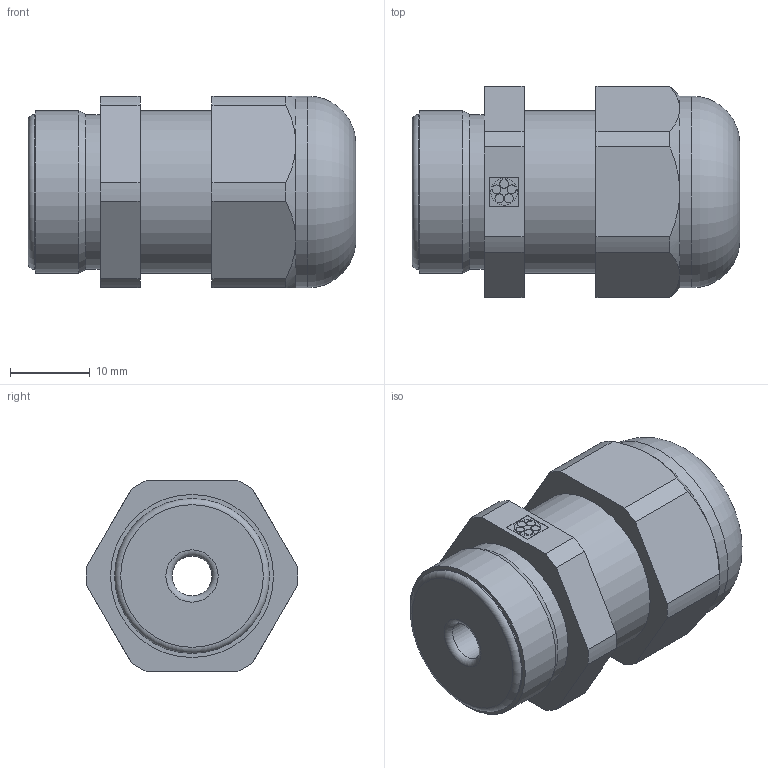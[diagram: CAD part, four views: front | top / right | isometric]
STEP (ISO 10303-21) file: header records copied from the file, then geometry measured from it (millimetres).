
FILE_DESCRIPTION( ( 'STEP AP214' ), '1' );
FILE_NAME( 'SKINTOP ST PG 13,5 Art. Nr. 53015030(F=5).stp', '2020-06-03T07:30:31', ( 'License CC BY-ND 4.0' ), ( 'CADENAS' ), ' ', 'PARTsolutions', ' ' );
FILE_SCHEMA( ( 'AUTOMOTIVE_DESIGN { 1 0 10303 214 1 1 1 1 }' ) );
Length unit declared in the file: millimetre
Products named in the file (1): _SKINTOP ST PG 13,5      Art. Nr. 53015030(F=5)
Bounding box: 41 x 26.49 x 24 mm (x, y, z)
Volume: 14264.3 mm3; surface area: 5218.6 mm2
Topology: 1 solids, 1 shells, 74 faces, 184 edges, 118 vertices
Faces by surface type: plane 34, cylinder 28, cone 7, torus 5
Full cylindrical faces by diameter (mm): 5 x1, 19.38 x2, 20.4 x2, 24 x1
Entity records: 2814 total; most frequent: CARTESIAN_POINT 449, DIRECTION 376, ORIENTED_EDGE 344, EDGE_CURVE 172, AXIS2_PLACEMENT_3D 141, VERTEX_POINT 118, EDGE_LOOP 94, LINE 94
